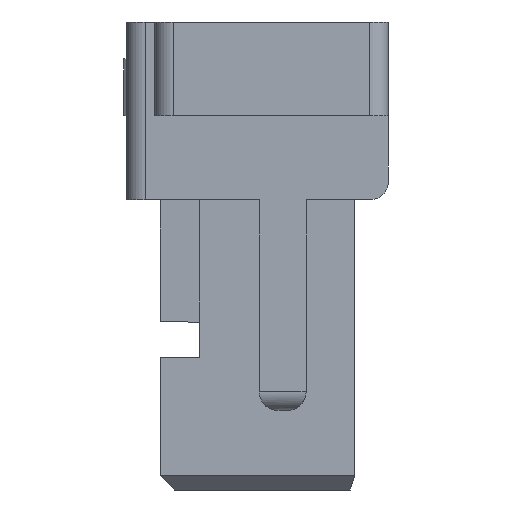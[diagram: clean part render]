
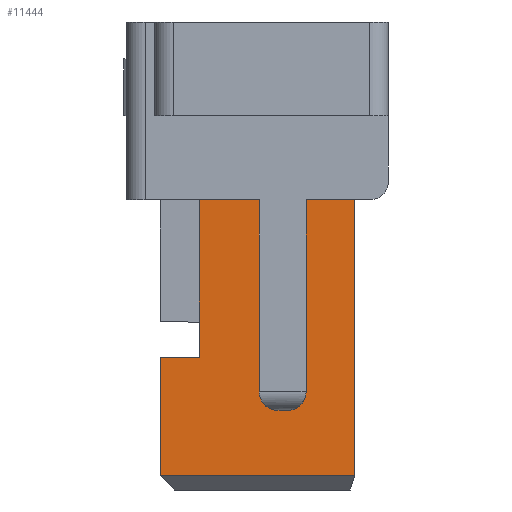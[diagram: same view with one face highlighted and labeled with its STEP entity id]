
A CAD part, left-side view. The second image highlights one B-rep face of the part: STEP entity #11444.
In plain terms, the highlighted planar face has unit normal (-1, 0, 0).
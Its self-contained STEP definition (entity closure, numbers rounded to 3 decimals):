
#10310=CARTESIAN_POINT('',(-5.714,-0.958,2.857));
#10311=VERTEX_POINT('',#10310);
#10318=CARTESIAN_POINT('',(-5.714,-0.958,0.138));
#10319=VERTEX_POINT('',#10318);
#10320=CARTESIAN_POINT('',(-5.714,-0.958,2.857));
#10321=DIRECTION('',(0.,0.,-1.));
#10322=VECTOR('',#10321,2.719);
#10323=LINE('',#10320,#10322);
#10324=EDGE_CURVE('',#10311,#10319,#10323,.T.);
#10525=CARTESIAN_POINT('',(-5.714,0.958,0.138));
#10526=VERTEX_POINT('',#10525);
#10533=CARTESIAN_POINT('',(-5.714,0.958,1.309));
#10534=VERTEX_POINT('',#10533);
#10535=CARTESIAN_POINT('',(-5.714,0.958,0.138));
#10536=DIRECTION('',(0.,0.,1.));
#10537=VECTOR('',#10536,1.17);
#10538=LINE('',#10535,#10537);
#10539=EDGE_CURVE('',#10526,#10534,#10538,.T.);
#11331=CARTESIAN_POINT('',(-5.714,-0.479,2.857));
#11332=VERTEX_POINT('',#11331);
#11339=CARTESIAN_POINT('',(-5.714,-0.479,2.857));
#11340=DIRECTION('',(0.,-1.,0.));
#11341=VECTOR('',#11340,0.479);
#11342=LINE('',#11339,#11341);
#11343=EDGE_CURVE('',#11332,#10311,#11342,.T.);
#11364=CARTESIAN_POINT('',(-5.714,-0.018,2.857));
#11365=DIRECTION('',(0.,1.,0.));
#11366=DIRECTION('',(-1.,0.,0.));
#11367=AXIS2_PLACEMENT_3D('',#11364,#11366,#11365);
#11368=PLANE('',#11367);
#11369=ORIENTED_EDGE('',*,*,#10539,.F.);
#11370=CARTESIAN_POINT('',(-5.714,0.958,0.138));
#11371=DIRECTION('',(0.,-1.,0.));
#11372=VECTOR('',#11371,1.917);
#11373=LINE('',#11370,#11372);
#11374=EDGE_CURVE('',#10526,#10319,#11373,.T.);
#11375=ORIENTED_EDGE('',*,*,#11374,.T.);
#11376=ORIENTED_EDGE('',*,*,#10324,.F.);
#11377=ORIENTED_EDGE('',*,*,#11343,.F.);
#11378=CARTESIAN_POINT('',(-5.714,-0.479,0.968));
#11379=VERTEX_POINT('',#11378);
#11380=CARTESIAN_POINT('',(-5.714,-0.479,2.857));
#11381=DIRECTION('',(0.,0.,-1.));
#11382=VECTOR('',#11381,1.889);
#11383=LINE('',#11380,#11382);
#11384=EDGE_CURVE('',#11332,#11379,#11383,.T.);
#11385=ORIENTED_EDGE('',*,*,#11384,.T.);
#11386=CARTESIAN_POINT('',(-5.714,-0.295,0.783));
#11387=VERTEX_POINT('',#11386);
#11388=CARTESIAN_POINT('',(-5.714,-0.295,0.968));
#11389=DIRECTION('',(0.,-1.,0.));
#11390=DIRECTION('',(1.,0.,0.));
#11391=AXIS2_PLACEMENT_3D('',#11388,#11390,#11389);
#11392=CIRCLE('',#11391,0.184);
#11393=EDGE_CURVE('',#11379,#11387,#11392,.T.);
#11394=ORIENTED_EDGE('',*,*,#11393,.T.);
#11395=CARTESIAN_POINT('',(-5.714,-0.203,0.783));
#11396=VERTEX_POINT('',#11395);
#11397=CARTESIAN_POINT('',(-5.714,-0.295,0.783));
#11398=DIRECTION('',(0.,1.,0.));
#11399=VECTOR('',#11398,0.092);
#11400=LINE('',#11397,#11399);
#11401=EDGE_CURVE('',#11387,#11396,#11400,.T.);
#11402=ORIENTED_EDGE('',*,*,#11401,.T.);
#11403=CARTESIAN_POINT('',(-5.714,-0.018,0.968));
#11404=VERTEX_POINT('',#11403);
#11405=CARTESIAN_POINT('',(-5.714,-0.203,0.968));
#11406=DIRECTION('',(0.,0.,-1.));
#11407=DIRECTION('',(1.,0.,0.));
#11408=AXIS2_PLACEMENT_3D('',#11405,#11407,#11406);
#11409=CIRCLE('',#11408,0.184);
#11410=EDGE_CURVE('',#11396,#11404,#11409,.T.);
#11411=ORIENTED_EDGE('',*,*,#11410,.T.);
#11412=CARTESIAN_POINT('',(-5.714,-0.018,2.857));
#11413=VERTEX_POINT('',#11412);
#11414=CARTESIAN_POINT('',(-5.714,-0.018,0.968));
#11415=DIRECTION('',(0.,0.,1.));
#11416=VECTOR('',#11415,1.889);
#11417=LINE('',#11414,#11416);
#11418=EDGE_CURVE('',#11404,#11413,#11417,.T.);
#11419=ORIENTED_EDGE('',*,*,#11418,.T.);
#11420=CARTESIAN_POINT('',(-5.714,0.571,2.857));
#11421=VERTEX_POINT('',#11420);
#11422=CARTESIAN_POINT('',(-5.714,-0.018,2.857));
#11423=DIRECTION('',(0.,1.,0.));
#11424=VECTOR('',#11423,0.59);
#11425=LINE('',#11422,#11424);
#11426=EDGE_CURVE('',#11413,#11421,#11425,.T.);
#11427=ORIENTED_EDGE('',*,*,#11426,.T.);
#11428=CARTESIAN_POINT('',(-5.714,0.571,1.309));
#11429=VERTEX_POINT('',#11428);
#11430=CARTESIAN_POINT('',(-5.714,0.571,2.857));
#11431=DIRECTION('',(0.,0.,-1.));
#11432=VECTOR('',#11431,1.548);
#11433=LINE('',#11430,#11432);
#11434=EDGE_CURVE('',#11421,#11429,#11433,.T.);
#11435=ORIENTED_EDGE('',*,*,#11434,.T.);
#11436=CARTESIAN_POINT('',(-5.714,0.571,1.309));
#11437=DIRECTION('',(0.,1.,0.));
#11438=VECTOR('',#11437,0.387);
#11439=LINE('',#11436,#11438);
#11440=EDGE_CURVE('',#11429,#10534,#11439,.T.);
#11441=ORIENTED_EDGE('',*,*,#11440,.T.);
#11442=EDGE_LOOP('',(#11369,#11375,#11376,#11377,#11385,#11394,#11402,#11411,#11419,#11427,#11435,#11441));
#11443=FACE_OUTER_BOUND('',#11442,.T.);
#11444=ADVANCED_FACE('',(#11443),#11368,.T.);
